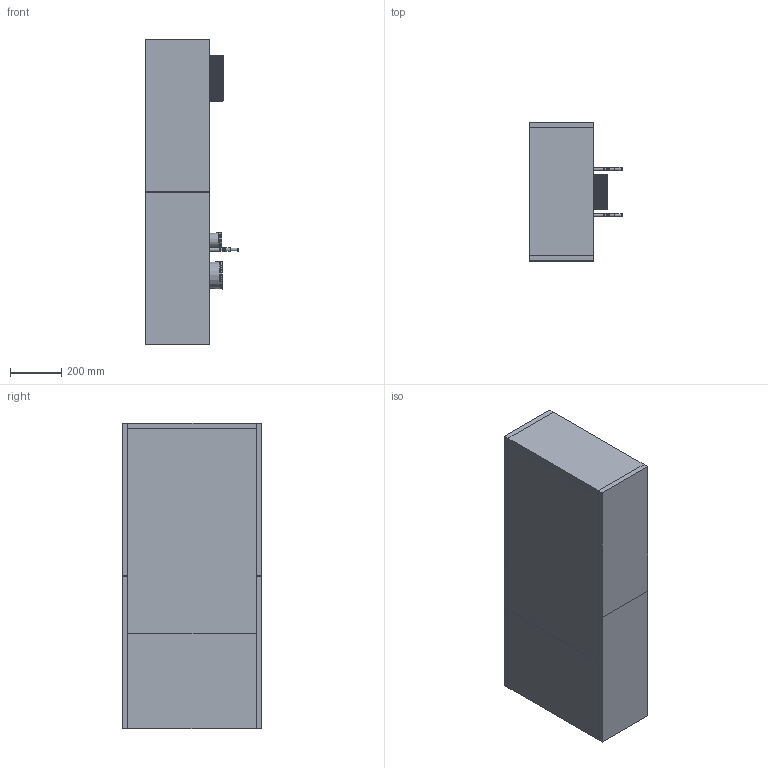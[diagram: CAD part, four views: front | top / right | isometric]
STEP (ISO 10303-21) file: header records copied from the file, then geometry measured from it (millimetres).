
FILE_DESCRIPTION(/* description */ ('Unknown'),/* implementation_level */ '2;1');
FILE_NAME(/* name */ '36528000_Solido_4_i_SOLIDO_4_I_500005349',/* time_stamp */ '2023-08-30T13:08:07+02:00',/* author */ ('Unknown'),/* organization */ ('GROHE AG'),/* preprocessor_version */ 'ST-DEVELOPER v16.7',/* originating_system */ 'DEX',/* authorisation */ $);
FILE_SCHEMA (('AUTOMOTIVE_DESIGN {1 0 10303 214 3 1 1}'));
Length unit declared in the file: millimetre
Products named in the file (12): 36528000_Solido_4_i_SOLIDO_4_I_500005349; 38528001_Rapid_SL__RAPID_SL__500004951_oa_0; 30_02_15_Schutzstop_00936022; 66791031_Revisionss_INSPECTION_01288001; 30_12_25_Stopfen_fue_00936082; 12_07_76XX_Gewindebol_00935153; 493031031_Hülse__Pap_CARDBOARD_500002695; 36536000_Bauplatten_Building_p_500005347_oa_1; 493163045_Bauplatten_Constructi_500005278; 493163045_Bauplatten_Constructi_500005279; 493163045_Bauplatten_Constructi_500005281; 493163045_Bauplatten_Constructi_500005280
Assembly tree (16 placements, depth 3):
  36528000_Solido_4_i_SOLIDO_4_I_500005349
    38528001_Rapid_SL__RAPID_SL__500004951_oa_0
      30_02_15_Schutzstop_00936022
      66791031_Revisionss_INSPECTION_01288001
      30_12_25_Stopfen_fue_00936082
      12_07_76XX_Gewindebol_00935153  x2
      493031031_Hülse__Pap_CARDBOARD_500002695  x2
    36536000_Bauplatten_Building_p_500005347_oa_1
      493163045_Bauplatten_Constructi_500005278
      493163045_Bauplatten_Constructi_500005279
      493163045_Bauplatten_Constructi_500005281
      493163045_Bauplatten_Constructi_500005280  x4
Bounding box: 360 x 540 x 1190 mm (x, y, z)
Volume: 159311474.9 mm3; surface area: 4257371.9 mm2
Topology: 14 solids, 14 shells, 1551 faces, 4364 edges, 2863 vertices
Faces by surface type: plane 1134, cylinder 214, bspline 112, torus 57, cone 32, sphere 2
Full cylindrical faces by diameter (mm): 3.3 x2, 4 x2, 12 x10, 13.5 x8, 38 x1, 41.4 x1, 45 x1, 90 x1
Entity records: 52978 total; most frequent: CARTESIAN_POINT 12222, ORIENTED_EDGE 8406, DIRECTION 6140, EDGE_CURVE 4203, VERTEX_POINT 2791, LINE 2250, VECTOR 2250, AXIS2_PLACEMENT_3D 1945
